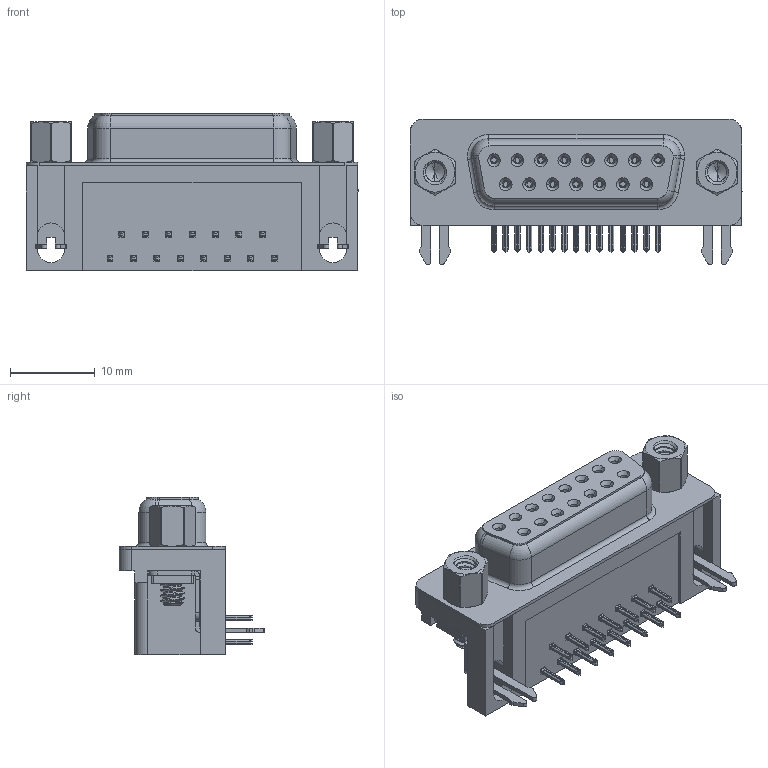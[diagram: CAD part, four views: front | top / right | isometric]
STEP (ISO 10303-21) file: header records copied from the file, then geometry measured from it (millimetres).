
FILE_DESCRIPTION (( 'STEP AP203' ), '1' );
FILE_NAME ('MHDR-15FNS-B1.STEP', '2025-12-10T20:57:56', ( '' ), ( '' ), 'SwSTEP 2.0', 'SolidWorks 2023', '' );
FILE_SCHEMA (( 'CONFIG_CONTROL_DESIGN' ));
Length unit declared in the file: millimetre
Products named in the file (8): MHDR 4-40 Threaded Rivet; MHDR 2 Prong Board Lock; MHDR Shell_15 Socket; MHDR Housing_15 Socket; MHDR Contact Top; MHDR Socket Bottom; MHDR-15FNS-B1; MHDR 4-40 Hex Standoff 5
Assembly tree (23 placements, depth 2):
  MHDR-15FNS-B1
    MHDR Housing_15 Socket
    MHDR Shell_15 Socket
    MHDR Socket Bottom  x7
    MHDR Contact Top  x8
    MHDR 2 Prong Board Lock  x2
    MHDR 4-40 Threaded Rivet  x2
    MHDR 4-40 Hex Standoff 5  x2
Bounding box: 39.22 x 17.19 x 18.6 mm (x, y, z)
Volume: 5520.4 mm3; surface area: 7277.6 mm2
Topology: 23 solids, 23 shells, 2603 faces, 6866 edges, 4324 vertices
Faces by surface type: plane 1128, cylinder 697, bspline 530, cone 210, torus 38
Entity records: 32618 total; most frequent: CARTESIAN_POINT 12933, ORIENTED_EDGE 4030, DIRECTION 3512, EDGE_CURVE 2015, VERTEX_POINT 1288, LINE 1194, VECTOR 1194, AXIS2_PLACEMENT_3D 1159
